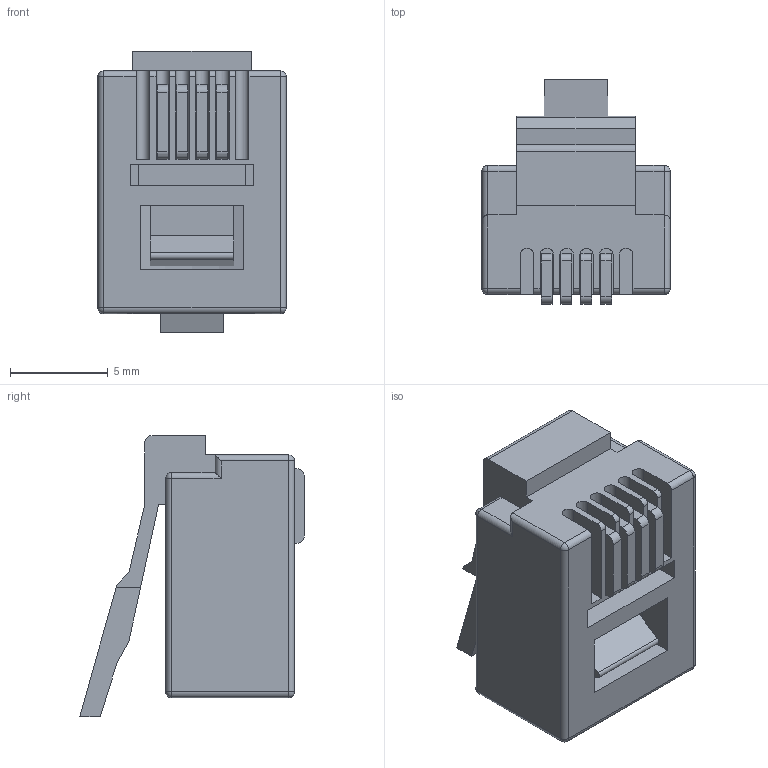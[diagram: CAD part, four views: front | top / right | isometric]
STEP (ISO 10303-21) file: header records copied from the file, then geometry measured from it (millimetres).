
FILE_DESCRIPTION (( 'STEP AP214' ), '1' );
FILE_NAME ('TDS6P4C.STEP', '2018-02-07T14:24:22', ( '' ), ( '' ), 'SwSTEP 2.0', 'SolidWorks 2017', '' );
FILE_SCHEMA (( 'AUTOMOTIVE_DESIGN' ));
Length unit declared in the file: millimetre
Products named in the file (1): TDS6P4C
Bounding box: 9.65 x 11.5 x 14.4 mm (x, y, z)
Volume: 649.8 mm3; surface area: 1148.8 mm2
Topology: 1 solids, 1 shells, 184 faces, 512 edges, 323 vertices
Faces by surface type: plane 126, cylinder 48, sphere 8, torus 1, bspline 1
Entity records: 6614 total; most frequent: CARTESIAN_POINT 1070, ORIENTED_EDGE 1008, DIRECTION 947, EDGE_CURVE 504, VECTOR 407, LINE 407, VERTEX_POINT 323, AXIS2_PLACEMENT_3D 270
